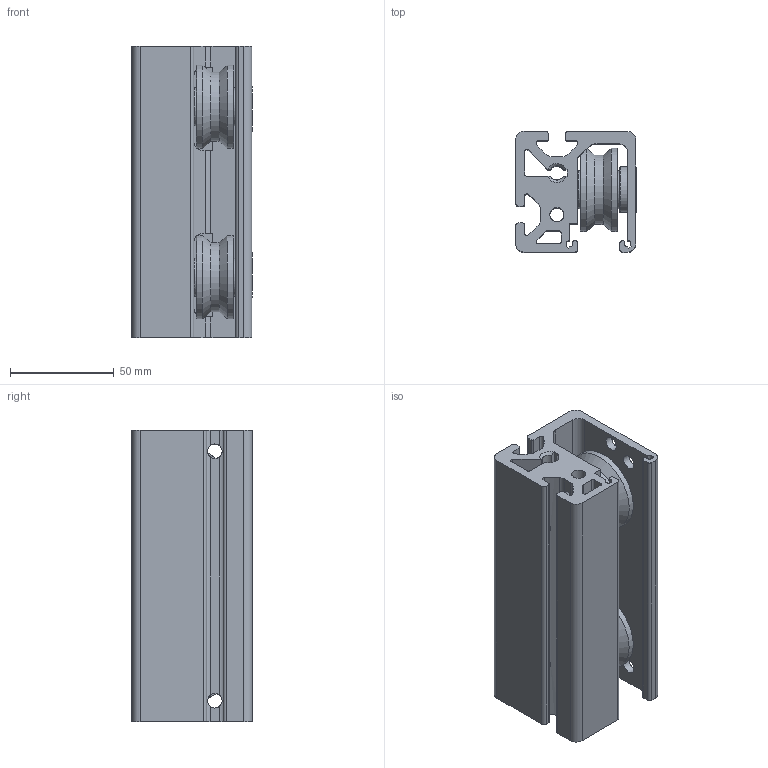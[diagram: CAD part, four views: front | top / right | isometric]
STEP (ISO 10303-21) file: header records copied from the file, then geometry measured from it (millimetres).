
FILE_DESCRIPTION(/* description */ (''),/* implementation_level */ '2;1');
FILE_NAME(/* name */ 'ZI-1650_2-fach_Laufrolleneinheit_14_e-8.stp',/* time_stamp */ '2020-07-20T17:48:06+02:00',/* author */ ('jmaun'),/* organization */ (''),/* preprocessor_version */ 'ST-DEVELOPER v17',/* originating_system */ 'Autodesk Inventor 2019',/* authorisation */ '');
FILE_SCHEMA (('AUTOMOTIVE_DESIGN { 1 0 10303 214 3 1 1 }'));
Length unit declared in the file: millimetre
Products named in the file (5): ZI-1650_2-fach_Laufrolleneinheit_14_e-8; F-1010_Laufrollenprofil_140; ZI-1675_Bolzen_14_e-8; ZI-1665_Laufrolle_14-8; ZI-1931_Spannscheibe_1
Assembly tree (7 placements, depth 2):
  ZI-1650_2-fach_Laufrolleneinheit_14_e-8
    F-1010_Laufrollenprofil_140
    ZI-1675_Bolzen_14_e-8  x2
    ZI-1665_Laufrolle_14-8  x2
    ZI-1931_Spannscheibe_1  x2
Bounding box: 57.96 x 58 x 140 mm (x, y, z)
Volume: 251396.8 mm3; surface area: 99441.7 mm2
Topology: 7 solids, 7 shells, 269 faces, 717 edges, 484 vertices
Faces by surface type: plane 110, cylinder 105, cone 54
Full cylindrical faces by diameter (mm): 3.4 x8, 6 x2, 6.8 x3, 7 x8, 7.92 x4, 8.376 x2, 8.38 x2, 9.7 x4, 11.91 x2, 11.95 x2, 18.18 x4, 21.95 x2, 22 x2, 26.88 x4, 33.4 x2, 40.08 x4
Entity records: 7603 total; most frequent: CARTESIAN_POINT 1705, DIRECTION 1216, ORIENTED_EDGE 1156, EDGE_CURVE 578, AXIS2_PLACEMENT_3D 461, VERTEX_POINT 390, LINE 294, VECTOR 294
